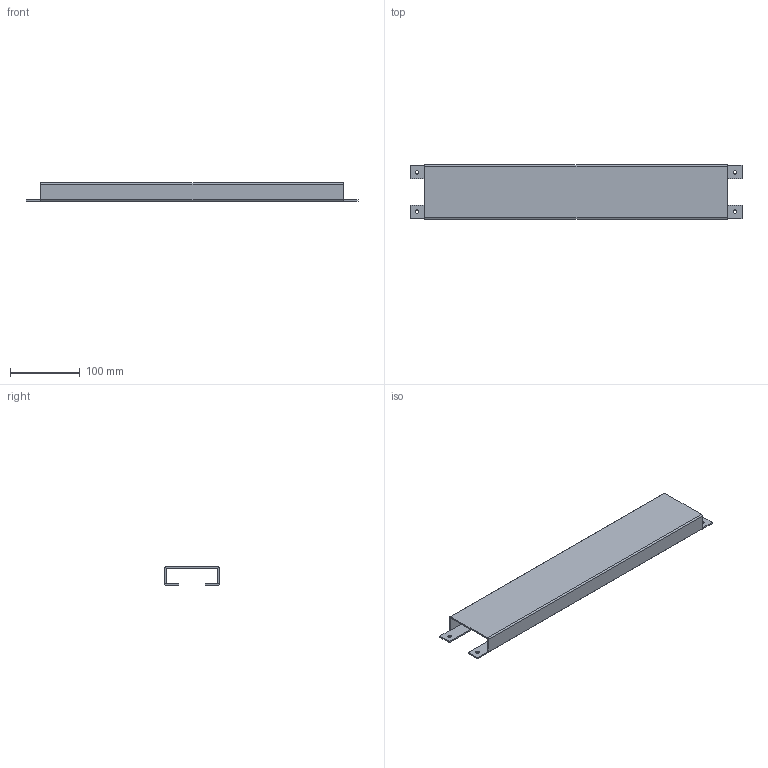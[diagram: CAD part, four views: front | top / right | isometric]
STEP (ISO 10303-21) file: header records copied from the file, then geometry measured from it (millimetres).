
FILE_DESCRIPTION (( 'STEP AP203' ), '1' );
FILE_NAME ('QB07C100.step', '2011-02-17T14:54:56', ( 'User' ), ( 'DKC' ), 'SwSTEP 2.0', 'SolidWorks 2010', '' );
FILE_SCHEMA (( 'CONFIG_CONTROL_DESIGN' ));
Length unit declared in the file: millimetre
Products named in the file (1): QB07C100
Bounding box: 475 x 78 x 26 mm (x, y, z)
Volume: 141823.5 mm3; surface area: 144674.3 mm2
Topology: 1 solids, 1 shells, 58 faces, 136 edges, 80 vertices
Faces by surface type: plane 42, cylinder 16
Entity records: 1709 total; most frequent: DIRECTION 286, CARTESIAN_POINT 275, ORIENTED_EDGE 272, EDGE_CURVE 136, VECTOR 104, LINE 104, AXIS2_PLACEMENT_3D 91, VERTEX_POINT 80
